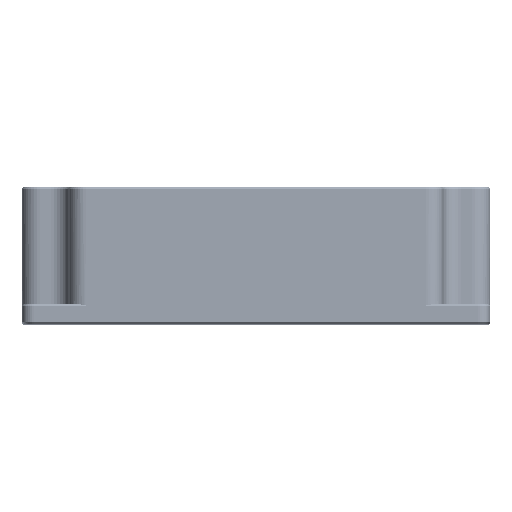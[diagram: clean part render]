
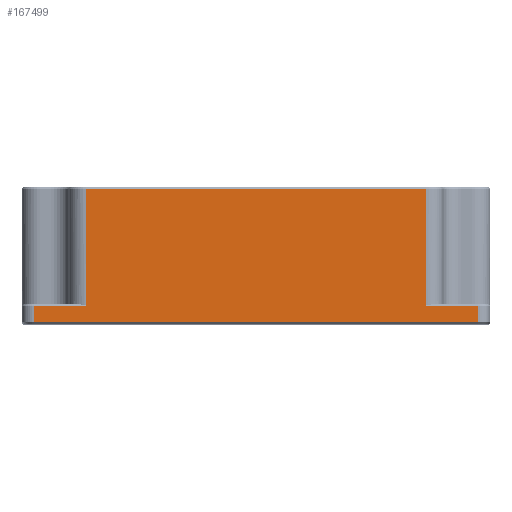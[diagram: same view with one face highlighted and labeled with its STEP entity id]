
A CAD part, top view. The second image highlights one B-rep face of the part: STEP entity #167499.
In plain terms, the highlighted planar face has unit normal (0, 0, 1).
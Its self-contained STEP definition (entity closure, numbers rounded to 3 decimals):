
#2207 = CARTESIAN_POINT ( 'NONE',  ( -29., 21.4, 50. ) ) ;
#2234 = DIRECTION ( 'NONE',  ( 0., 1., 0. ) ) ;
#6101 = DIRECTION ( 'NONE',  ( 0., 0., -1. ) ) ;
#8994 = EDGE_LOOP ( 'NONE', ( #140400, #56827, #128608, #99203, #194135, #23124, #120897, #58997 ) ) ;
#11505 = VERTEX_POINT ( 'NONE', #96115 ) ;
#13982 = VERTEX_POINT ( 'NONE', #88059 ) ;
#16920 = EDGE_CURVE ( 'NONE', #97917, #13982, #198673, .T. ) ;
#22576 = CARTESIAN_POINT ( 'NONE',  ( -29., 23.15, 50. ) ) ;
#23124 = ORIENTED_EDGE ( 'NONE', *, *, #99165, .T. ) ;
#27294 = EDGE_CURVE ( 'NONE', #93115, #71682, #140951, .T. ) ;
#30491 = LINE ( 'NONE', #197384, #105502 ) ;
#46764 = EDGE_CURVE ( 'NONE', #133318, #11505, #172857, .T. ) ;
#48519 = DIRECTION ( 'NONE',  ( 0., -1., 0. ) ) ;
#49891 = VECTOR ( 'NONE', #186072, 1000. ) ;
#53728 = DIRECTION ( 'NONE',  ( -1., 0., 0. ) ) ;
#56827 = ORIENTED_EDGE ( 'NONE', *, *, #166093, .T. ) ;
#58997 = ORIENTED_EDGE ( 'NONE', *, *, #16920, .T. ) ;
#64040 = EDGE_CURVE ( 'NONE', #11505, #93115, #180338, .T. ) ;
#66478 = CARTESIAN_POINT ( 'NONE',  ( 40., 21.4, 50. ) ) ;
#69473 = PLANE ( 'NONE',  #145541 ) ;
#69721 = CARTESIAN_POINT ( 'NONE',  ( -38., 0.25, 50. ) ) ;
#71682 = VERTEX_POINT ( 'NONE', #157267 ) ;
#72217 = CARTESIAN_POINT ( 'NONE',  ( -38., 3.15, 50. ) ) ;
#74037 = DIRECTION ( 'NONE',  ( -1., 0., 0. ) ) ;
#76940 = VERTEX_POINT ( 'NONE', #72217 ) ;
#81263 = DIRECTION ( 'NONE',  ( -1., 0., 0. ) ) ;
#81353 = DIRECTION ( 'NONE',  ( 0., 1., 0. ) ) ;
#82586 = VECTOR ( 'NONE', #168465, 1000. ) ;
#88059 = CARTESIAN_POINT ( 'NONE',  ( 38., 0.25, 50. ) ) ;
#89137 = CARTESIAN_POINT ( 'NONE',  ( 40., 3.15, 50. ) ) ;
#93115 = VERTEX_POINT ( 'NONE', #22576 ) ;
#94503 = VECTOR ( 'NONE', #48519, 1000. ) ;
#96115 = CARTESIAN_POINT ( 'NONE',  ( 29., 23.15, 50. ) ) ;
#97917 = VERTEX_POINT ( 'NONE', #69721 ) ;
#99165 = EDGE_CURVE ( 'NONE', #71682, #76940, #152386, .T. ) ;
#99203 = ORIENTED_EDGE ( 'NONE', *, *, #64040, .T. ) ;
#99611 = FACE_OUTER_BOUND ( 'NONE', #8994, .T. ) ;
#100049 = EDGE_CURVE ( 'NONE', #76940, #97917, #184100, .T. ) ;
#103996 = VECTOR ( 'NONE', #53728, 1000. ) ;
#105502 = VECTOR ( 'NONE', #2234, 1000. ) ;
#107152 = CARTESIAN_POINT ( 'NONE',  ( 38., 0.25, 50. ) ) ;
#115210 = VECTOR ( 'NONE', #81353, 1000. ) ;
#116432 = VECTOR ( 'NONE', #81263, 1000. ) ;
#120897 = ORIENTED_EDGE ( 'NONE', *, *, #100049, .T. ) ;
#126705 = CARTESIAN_POINT ( 'NONE',  ( -38., 21.4, 50. ) ) ;
#128608 = ORIENTED_EDGE ( 'NONE', *, *, #46764, .T. ) ;
#133074 = VECTOR ( 'NONE', #74037, 1000. ) ;
#133318 = VERTEX_POINT ( 'NONE', #179101 ) ;
#140400 = ORIENTED_EDGE ( 'NONE', *, *, #147554, .T. ) ;
#140951 = LINE ( 'NONE', #2207, #94503 ) ;
#142032 = VERTEX_POINT ( 'NONE', #167468 ) ;
#145541 = AXIS2_PLACEMENT_3D ( 'NONE', #66478, #6101, #177046 ) ;
#147554 = EDGE_CURVE ( 'NONE', #13982, #142032, #30491, .T. ) ;
#152386 = LINE ( 'NONE', #89137, #133074 ) ;
#157267 = CARTESIAN_POINT ( 'NONE',  ( -29., 3.15, 50. ) ) ;
#157745 = CARTESIAN_POINT ( 'NONE',  ( 29., 21.4, 50. ) ) ;
#160258 = CARTESIAN_POINT ( 'NONE',  ( -38., 23.15, 50. ) ) ;
#166093 = EDGE_CURVE ( 'NONE', #142032, #133318, #187827, .T. ) ;
#167468 = CARTESIAN_POINT ( 'NONE',  ( 38., 3.15, 50. ) ) ;
#167499 = ADVANCED_FACE ( 'NONE', ( #99611 ), #69473, .F. ) ;
#168465 = DIRECTION ( 'NONE',  ( 1., 0., 0. ) ) ;
#172857 = LINE ( 'NONE', #157745, #115210 ) ;
#177046 = DIRECTION ( 'NONE',  ( -1., 0., 0. ) ) ;
#179101 = CARTESIAN_POINT ( 'NONE',  ( 29., 3.15, 50. ) ) ;
#180338 = LINE ( 'NONE', #160258, #103996 ) ;
#184100 = LINE ( 'NONE', #126705, #49891 ) ;
#186072 = DIRECTION ( 'NONE',  ( 0., -1., 0. ) ) ;
#187827 = LINE ( 'NONE', #188826, #116432 ) ;
#188826 = CARTESIAN_POINT ( 'NONE',  ( 40., 3.15, 50. ) ) ;
#194135 = ORIENTED_EDGE ( 'NONE', *, *, #27294, .T. ) ;
#197384 = CARTESIAN_POINT ( 'NONE',  ( 38., 21.4, 50. ) ) ;
#198673 = LINE ( 'NONE', #107152, #82586 ) ;
